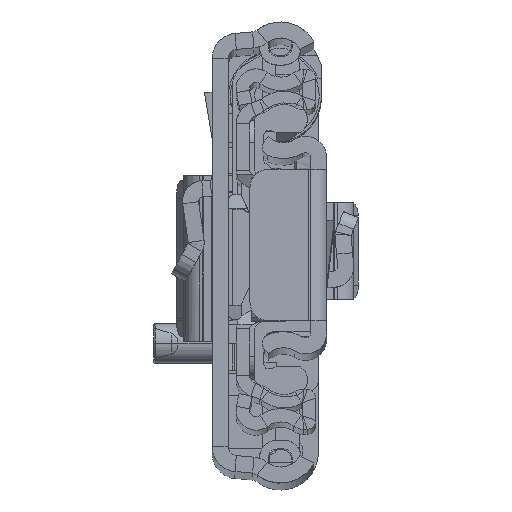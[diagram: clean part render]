
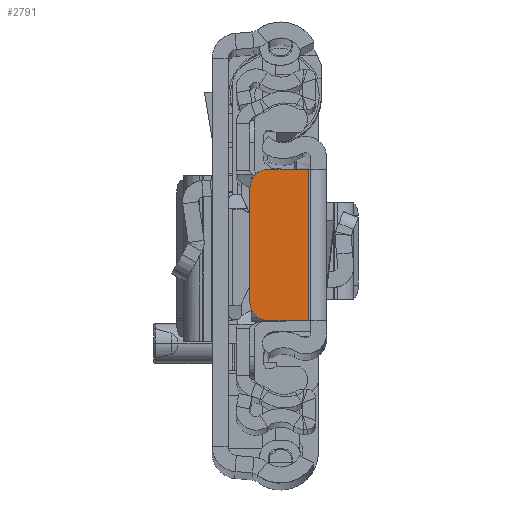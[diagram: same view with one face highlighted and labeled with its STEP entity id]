
A CAD part, top view. The second image highlights one B-rep face of the part: STEP entity #2791.
In plain terms, the highlighted planar face has unit normal (0, 0, 1).
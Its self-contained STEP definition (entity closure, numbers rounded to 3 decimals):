
#1505 = EDGE_CURVE ( 'NONE', #34766, #22883, #6305, .T. ) ;
#2791 = ADVANCED_FACE ( 'NONE', ( #23636 ), #17746, .F. ) ;
#3517 = ORIENTED_EDGE ( 'NONE', *, *, #3606, .T. ) ;
#3606 = EDGE_CURVE ( 'NONE', #19435, #34766, #27069, .T. ) ;
#5506 = VECTOR ( 'NONE', #37201, 1000. ) ;
#6295 = VERTEX_POINT ( 'NONE', #31577 ) ;
#6305 = CIRCLE ( 'NONE', #35175, 2. ) ;
#7808 = CARTESIAN_POINT ( 'NONE',  ( -6.65, -6.5, 0. ) ) ;
#8132 = CARTESIAN_POINT ( 'NONE',  ( -2.05, -8.5, 0. ) ) ;
#9113 = CARTESIAN_POINT ( 'NONE',  ( -8.65, -6.5, 0. ) ) ;
#10205 = ORIENTED_EDGE ( 'NONE', *, *, #17632, .T. ) ;
#11537 = CARTESIAN_POINT ( 'NONE',  ( 0., -8.5, 0. ) ) ;
#11899 = DIRECTION ( 'NONE',  ( 0., -1., 0. ) ) ;
#12457 = CARTESIAN_POINT ( 'NONE',  ( -2.05, 8.5, 0. ) ) ;
#12480 = DIRECTION ( 'NONE',  ( 0., 0., 1. ) ) ;
#14604 = ORIENTED_EDGE ( 'NONE', *, *, #36679, .T. ) ;
#16036 = VECTOR ( 'NONE', #40759, 1000. ) ;
#16839 = DIRECTION ( 'NONE',  ( -1., 0., 0. ) ) ;
#17632 = EDGE_CURVE ( 'NONE', #6295, #19435, #18507, .T. ) ;
#17746 = PLANE ( 'NONE',  #21468 ) ;
#17835 = LINE ( 'NONE', #11537, #5506 ) ;
#18507 = CIRCLE ( 'NONE', #29248, 2. ) ;
#18728 = ORIENTED_EDGE ( 'NONE', *, *, #35398, .F. ) ;
#18850 = LINE ( 'NONE', #19070, #33606 ) ;
#19070 = CARTESIAN_POINT ( 'NONE',  ( 0., 8.5, 0. ) ) ;
#19435 = VERTEX_POINT ( 'NONE', #40009 ) ;
#19968 = CARTESIAN_POINT ( 'NONE',  ( -2.05, -8.5, 0. ) ) ;
#21270 = CARTESIAN_POINT ( 'NONE',  ( -6.65, -8.5, 0. ) ) ;
#21468 = AXIS2_PLACEMENT_3D ( 'NONE', #33946, #33516, #33322 ) ;
#22883 = VERTEX_POINT ( 'NONE', #21270 ) ;
#23580 = ORIENTED_EDGE ( 'NONE', *, *, #33999, .T. ) ;
#23636 = FACE_OUTER_BOUND ( 'NONE', #31598, .T. ) ;
#23895 = CARTESIAN_POINT ( 'NONE',  ( -8.65, 0., 0. ) ) ;
#24314 = LINE ( 'NONE', #8132, #16036 ) ;
#25307 = DIRECTION ( 'NONE',  ( -1., 0., 0. ) ) ;
#25574 = DIRECTION ( 'NONE',  ( -1., 0., 0. ) ) ;
#26725 = DIRECTION ( 'NONE',  ( 0., 0., 1. ) ) ;
#27069 = LINE ( 'NONE', #23895, #32981 ) ;
#28313 = VERTEX_POINT ( 'NONE', #12457 ) ;
#29248 = AXIS2_PLACEMENT_3D ( 'NONE', #41340, #12480, #25307 ) ;
#31577 = CARTESIAN_POINT ( 'NONE',  ( -6.65, 8.5, 0. ) ) ;
#31598 = EDGE_LOOP ( 'NONE', ( #3517, #36899, #23580, #18728, #14604, #10205 ) ) ;
#32981 = VECTOR ( 'NONE', #11899, 1000. ) ;
#33322 = DIRECTION ( 'NONE',  ( -1., 0., 0. ) ) ;
#33516 = DIRECTION ( 'NONE',  ( 0., 0., -1. ) ) ;
#33606 = VECTOR ( 'NONE', #25574, 1000. ) ;
#33946 = CARTESIAN_POINT ( 'NONE',  ( 0., 0., 0. ) ) ;
#33999 = EDGE_CURVE ( 'NONE', #22883, #34940, #17835, .T. ) ;
#34766 = VERTEX_POINT ( 'NONE', #9113 ) ;
#34940 = VERTEX_POINT ( 'NONE', #19968 ) ;
#35175 = AXIS2_PLACEMENT_3D ( 'NONE', #7808, #26725, #16839 ) ;
#35398 = EDGE_CURVE ( 'NONE', #28313, #34940, #24314, .T. ) ;
#36679 = EDGE_CURVE ( 'NONE', #28313, #6295, #18850, .T. ) ;
#36899 = ORIENTED_EDGE ( 'NONE', *, *, #1505, .T. ) ;
#37201 = DIRECTION ( 'NONE',  ( 1., 0., 0. ) ) ;
#40009 = CARTESIAN_POINT ( 'NONE',  ( -8.65, 6.5, 0. ) ) ;
#40759 = DIRECTION ( 'NONE',  ( 0., -1., 0. ) ) ;
#41340 = CARTESIAN_POINT ( 'NONE',  ( -6.65, 6.5, 0. ) ) ;
